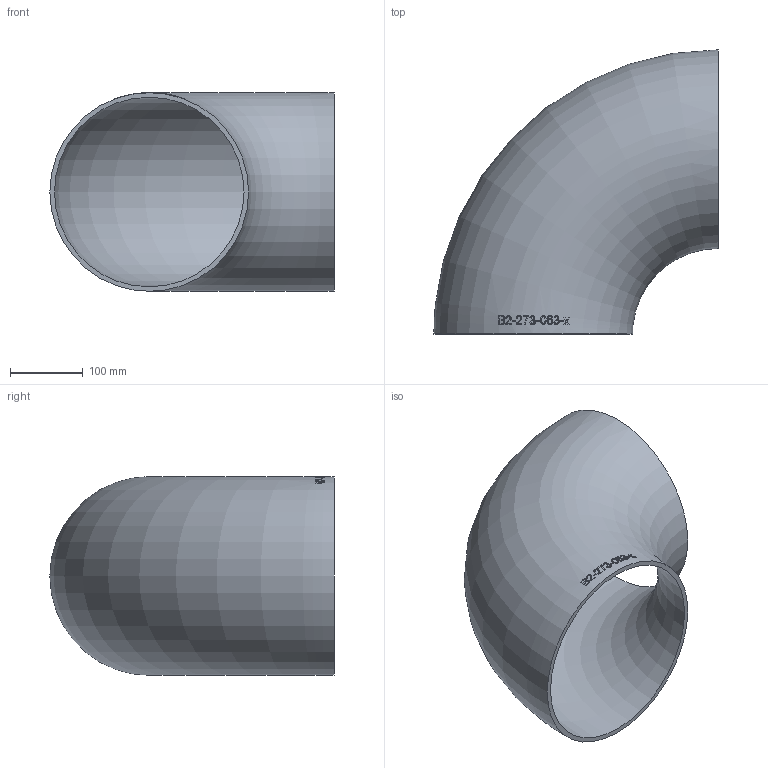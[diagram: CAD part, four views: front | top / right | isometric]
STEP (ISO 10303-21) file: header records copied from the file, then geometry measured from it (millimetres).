
FILE_DESCRIPTION (( 'STEP AP214' ), '1' );
FILE_NAME ('B2-273-063-x Bogen 2004.STEP', '2020-04-02T09:37:26', ( '' ), ( '' ), 'SwSTEP 2.0', 'SolidWorks 2019', '' );
FILE_SCHEMA (( 'AUTOMOTIVE_DESIGN' ));
Length unit declared in the file: millimetre
Products named in the file (1): B2-273-063-x Bogen 2004
Bounding box: 390.5 x 390.5 x 273 mm (x, y, z)
Volume: 2106031 mm3; surface area: 679162.4 mm2
Topology: 1 solids, 1 shells, 162 faces, 436 edges, 291 vertices
Faces by surface type: bspline 140, torus 20, plane 2
Entity records: 31453 total; most frequent: CARTESIAN_POINT 27008, ORIENTED_EDGE 848, EDGE_CURVE 424, B_SPLINE_CURVE_WITH_KNOTS 420, VERTEX_POINT 284, EDGE_LOOP 180, FACE_OUTER_BOUND 162, ADVANCED_FACE 160
